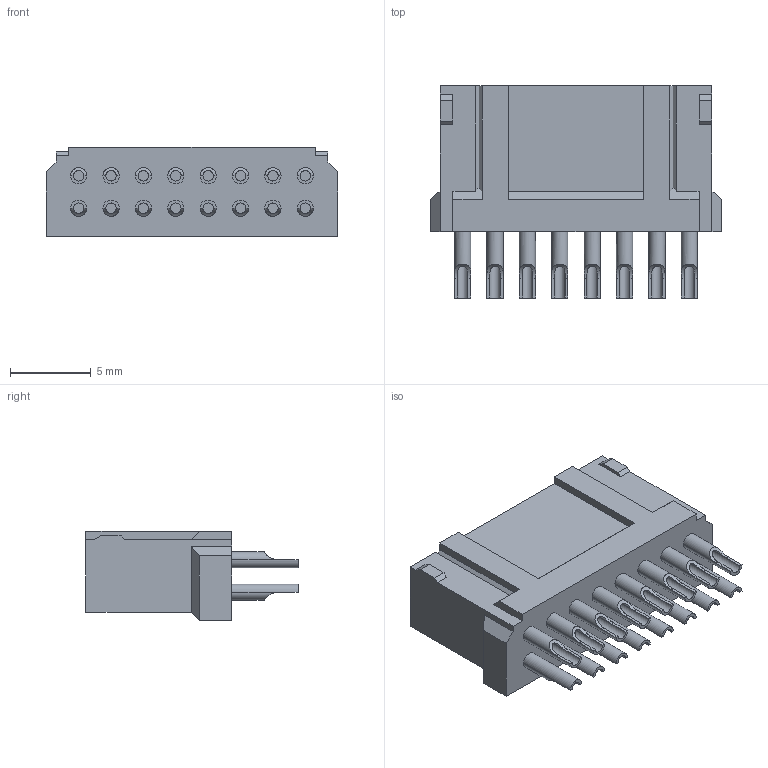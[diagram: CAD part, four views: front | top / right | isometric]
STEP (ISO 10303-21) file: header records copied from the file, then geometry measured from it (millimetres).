
FILE_DESCRIPTION((''),'2;1');
FILE_NAME('F0JL24-P16SW000-01','2023-05-04T',('工程三'),(''),'PRO/ENGINEER BY PARAMETRIC TECHNOLOGY CORPORATION, 2010280','PRO/ENGINEER BY PARAMETRIC TECHNOLOGY CORPORATION, 2010280','');
FILE_SCHEMA(('CONFIG_CONTROL_DESIGN'));
Length unit declared in the file: millimetre
Products named in the file (1): F0JL24-P16SW000-01
Bounding box: 18 x 13.1 x 5.5 mm (x, y, z)
Volume: 627.2 mm3; surface area: 1221.4 mm2
Topology: 1 solids, 1 shells, 265 faces, 611 edges, 380 vertices
Faces by surface type: plane 153, cylinder 112
Entity records: 8089 total; most frequent: CARTESIAN_POINT 1982, DIRECTION 1269, ORIENTED_EDGE 1222, EDGE_CURVE 611, AXIS2_PLACEMENT_3D 425, VECTOR 419, LINE 419, VERTEX_POINT 380
